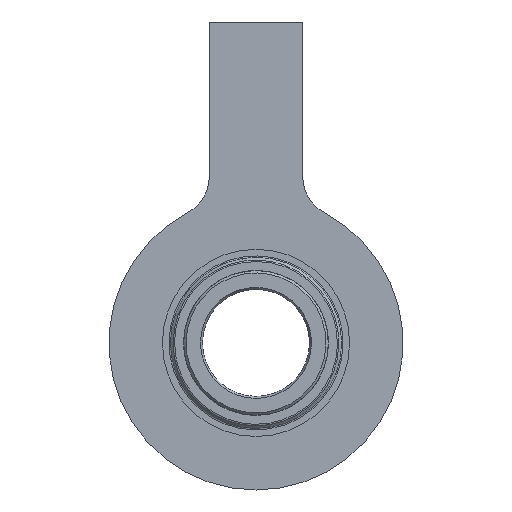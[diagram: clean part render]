
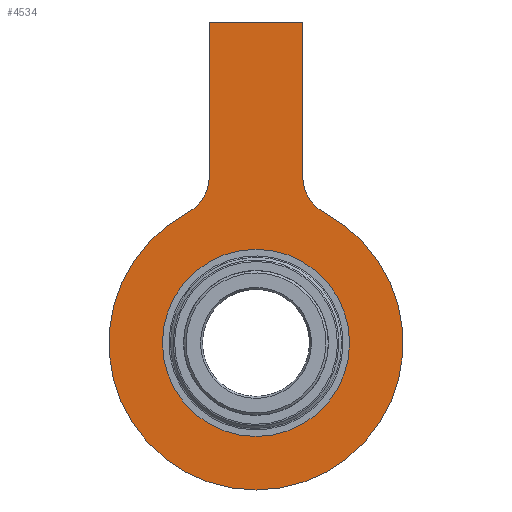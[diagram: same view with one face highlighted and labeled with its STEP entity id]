
A CAD part, front view. The second image highlights one B-rep face of the part: STEP entity #4534.
In plain terms, the highlighted planar face has unit normal (0, -1, 0).
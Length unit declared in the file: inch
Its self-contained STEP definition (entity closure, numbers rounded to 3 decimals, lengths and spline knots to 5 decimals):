
#310 = AXIS2_PLACEMENT_3D ( 'NONE', #6011, #2866, #3435 ) ;
#372 = DIRECTION ( 'NONE',  ( 0., 0., -1. ) ) ;
#545 = CARTESIAN_POINT ( 'NONE',  ( 0.1378, 0., 0.41056 ) ) ;
#578 = CARTESIAN_POINT ( 'NONE',  ( 0., 0., -0.43307 ) ) ;
#726 = EDGE_CURVE ( 'NONE', #1248, #6571, #2435, .T. ) ;
#889 = CARTESIAN_POINT ( 'NONE',  ( 0., 0., 0. ) ) ;
#1047 = EDGE_CURVE ( 'NONE', #2032, #3468, #3097, .T. ) ;
#1248 = VERTEX_POINT ( 'NONE', #2100 ) ;
#1309 = ORIENTED_EDGE ( 'NONE', *, *, #4696, .F. ) ;
#1348 = VERTEX_POINT ( 'NONE', #5142 ) ;
#1426 = DIRECTION ( 'NONE',  ( 0., 0., 1. ) ) ;
#1450 = VECTOR ( 'NONE', #3180, 39.37008 ) ;
#1452 = DIRECTION ( 'NONE',  ( 0., -1., 0. ) ) ;
#1457 = DIRECTION ( 'NONE',  ( 0., 0., 1. ) ) ;
#1518 = VERTEX_POINT ( 'NONE', #578 ) ;
#1692 = DIRECTION ( 'NONE',  ( 0., 0., 1. ) ) ;
#1802 = CIRCLE ( 'NONE', #5534, 0.27559 ) ;
#1813 = LINE ( 'NONE', #2676, #5343 ) ;
#2011 = ORIENTED_EDGE ( 'NONE', *, *, #2699, .F. ) ;
#2032 = VERTEX_POINT ( 'NONE', #4551 ) ;
#2100 = CARTESIAN_POINT ( 'NONE',  ( -0.1378, 0., 0.94488 ) ) ;
#2300 = ORIENTED_EDGE ( 'NONE', *, *, #6462, .T. ) ;
#2376 = EDGE_CURVE ( 'NONE', #3852, #1518, #2622, .T. ) ;
#2402 = CARTESIAN_POINT ( 'NONE',  ( 0., 0., 0. ) ) ;
#2435 = LINE ( 'NONE', #2709, #4580 ) ;
#2502 = CARTESIAN_POINT ( 'NONE',  ( 0., 0., 0. ) ) ;
#2549 = CARTESIAN_POINT ( 'NONE',  ( 0., 0., 0.27559 ) ) ;
#2622 = CIRCLE ( 'NONE', #5444, 0.43307 ) ;
#2634 = CIRCLE ( 'NONE', #2865, 0.27559 ) ;
#2635 = CARTESIAN_POINT ( 'NONE',  ( -0.20107, 0., 0.38356 ) ) ;
#2676 = CARTESIAN_POINT ( 'NONE',  ( -0.1378, 0., 0.41056 ) ) ;
#2699 = EDGE_CURVE ( 'NONE', #2032, #1248, #1813, .T. ) ;
#2709 = CARTESIAN_POINT ( 'NONE',  ( -0.1378, 0., 0.94488 ) ) ;
#2779 = AXIS2_PLACEMENT_3D ( 'NONE', #4096, #4600, #1457 ) ;
#2865 = AXIS2_PLACEMENT_3D ( 'NONE', #2402, #5044, #3006 ) ;
#2866 = DIRECTION ( 'NONE',  ( 0., 1., 0. ) ) ;
#2883 = CARTESIAN_POINT ( 'NONE',  ( -0.25591, 0., 0.48817 ) ) ;
#2920 = CARTESIAN_POINT ( 'NONE',  ( 0.20107, 0., 0.38356 ) ) ;
#3006 = DIRECTION ( 'NONE',  ( 0., 0., -1. ) ) ;
#3097 = CIRCLE ( 'NONE', #6289, 0.11811 ) ;
#3143 = ORIENTED_EDGE ( 'NONE', *, *, #6146, .F. ) ;
#3180 = DIRECTION ( 'NONE',  ( 0., 0., -1. ) ) ;
#3218 = AXIS2_PLACEMENT_3D ( 'NONE', #4306, #5342, #1692 ) ;
#3288 = EDGE_LOOP ( 'NONE', ( #5669, #2300, #3143, #4541, #2011, #4249, #4354 ) ) ;
#3435 = DIRECTION ( 'NONE',  ( 0., 0., 1. ) ) ;
#3439 = LINE ( 'NONE', #545, #1450 ) ;
#3468 = VERTEX_POINT ( 'NONE', #2635 ) ;
#3766 = PLANE ( 'NONE',  #3218 ) ;
#3852 = VERTEX_POINT ( 'NONE', #2920 ) ;
#3999 = VERTEX_POINT ( 'NONE', #2549 ) ;
#4011 = EDGE_CURVE ( 'NONE', #6686, #3999, #1802, .T. ) ;
#4096 = CARTESIAN_POINT ( 'NONE',  ( 0.25591, 0., 0.48817 ) ) ;
#4127 = CARTESIAN_POINT ( 'NONE',  ( 0.1378, 0., 0.94488 ) ) ;
#4234 = CARTESIAN_POINT ( 'NONE',  ( 0., 0., -0.27559 ) ) ;
#4249 = ORIENTED_EDGE ( 'NONE', *, *, #1047, .T. ) ;
#4306 = CARTESIAN_POINT ( 'NONE',  ( 0., 0., 0. ) ) ;
#4354 = ORIENTED_EDGE ( 'NONE', *, *, #5268, .F. ) ;
#4534 = ADVANCED_FACE ( 'NONE', ( #5659, #4680 ), #3766, .F. ) ;
#4541 = ORIENTED_EDGE ( 'NONE', *, *, #726, .F. ) ;
#4551 = CARTESIAN_POINT ( 'NONE',  ( -0.1378, 0., 0.48817 ) ) ;
#4580 = VECTOR ( 'NONE', #5328, 39.37008 ) ;
#4595 = DIRECTION ( 'NONE',  ( 0., 1., 0. ) ) ;
#4600 = DIRECTION ( 'NONE',  ( 0., 1., 0. ) ) ;
#4674 = CIRCLE ( 'NONE', #2779, 0.11811 ) ;
#4680 = FACE_BOUND ( 'NONE', #4952, .T. ) ;
#4696 = EDGE_CURVE ( 'NONE', #3999, #6686, #2634, .T. ) ;
#4805 = ORIENTED_EDGE ( 'NONE', *, *, #4011, .F. ) ;
#4952 = EDGE_LOOP ( 'NONE', ( #4805, #1309 ) ) ;
#4985 = DIRECTION ( 'NONE',  ( 0., 1., 0. ) ) ;
#5044 = DIRECTION ( 'NONE',  ( 0., -1., 0. ) ) ;
#5142 = CARTESIAN_POINT ( 'NONE',  ( 0.1378, 0., 0.48817 ) ) ;
#5168 = CIRCLE ( 'NONE', #310, 0.43307 ) ;
#5268 = EDGE_CURVE ( 'NONE', #1518, #3468, #5168, .T. ) ;
#5328 = DIRECTION ( 'NONE',  ( 1., 0., 0. ) ) ;
#5342 = DIRECTION ( 'NONE',  ( 0., 1., 0. ) ) ;
#5343 = VECTOR ( 'NONE', #5808, 39.37008 ) ;
#5444 = AXIS2_PLACEMENT_3D ( 'NONE', #889, #4595, #1426 ) ;
#5534 = AXIS2_PLACEMENT_3D ( 'NONE', #2502, #1452, #372 ) ;
#5659 = FACE_OUTER_BOUND ( 'NONE', #3288, .T. ) ;
#5669 = ORIENTED_EDGE ( 'NONE', *, *, #2376, .F. ) ;
#5808 = DIRECTION ( 'NONE',  ( 0., 0., 1. ) ) ;
#6011 = CARTESIAN_POINT ( 'NONE',  ( 0., 0., 0. ) ) ;
#6146 = EDGE_CURVE ( 'NONE', #6571, #1348, #3439, .T. ) ;
#6289 = AXIS2_PLACEMENT_3D ( 'NONE', #2883, #4985, #6547 ) ;
#6462 = EDGE_CURVE ( 'NONE', #3852, #1348, #4674, .T. ) ;
#6547 = DIRECTION ( 'NONE',  ( 0., 0., 1. ) ) ;
#6571 = VERTEX_POINT ( 'NONE', #4127 ) ;
#6686 = VERTEX_POINT ( 'NONE', #4234 ) ;
